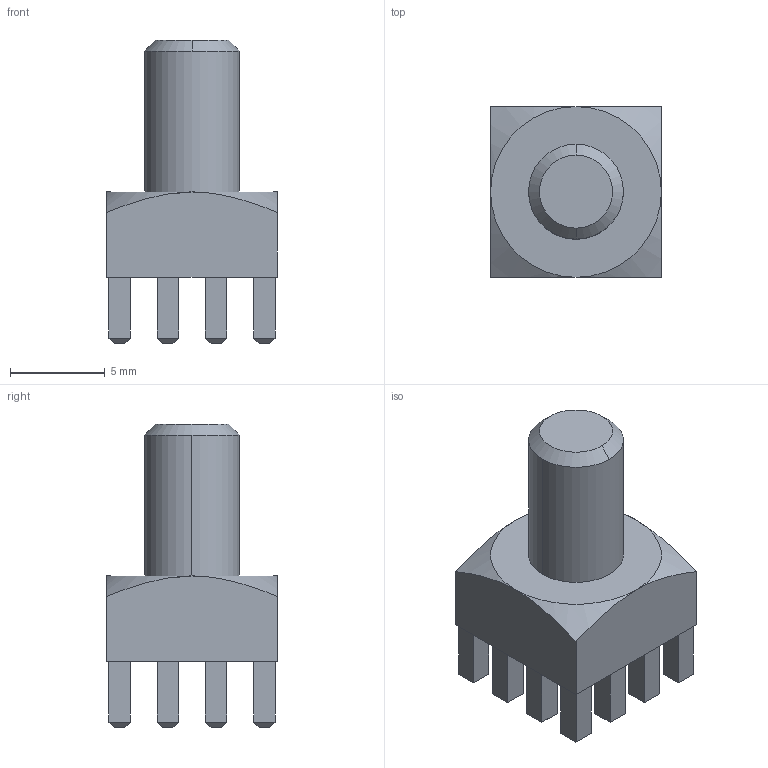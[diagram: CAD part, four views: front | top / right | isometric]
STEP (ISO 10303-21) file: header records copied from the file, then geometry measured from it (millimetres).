
FILE_DESCRIPTION (( 'STEP AP214' ), '1' );
FILE_NAME ('7461383.STEP', '2023-02-27T23:00:05', ( 'ADMIN' ), ( '' ), 'SwSTEP 2.0', 'SolidWorks 2016', '' );
FILE_SCHEMA (( 'AUTOMOTIVE_DESIGN' ));
Length unit declared in the file: millimetre
Products named in the file (1): 7461383
Bounding box: 9 x 9 x 16 mm (x, y, z)
Volume: 582.3 mm3; surface area: 670.8 mm2
Topology: 1 solids, 1 shells, 159 faces, 352 edges, 212 vertices
Faces by surface type: plane 151, cone 6, cylinder 2
Entity records: 4302 total; most frequent: CARTESIAN_POINT 772, ORIENTED_EDGE 704, DIRECTION 676, EDGE_CURVE 352, LINE 332, VECTOR 332, VERTEX_POINT 212, EDGE_LOOP 176
